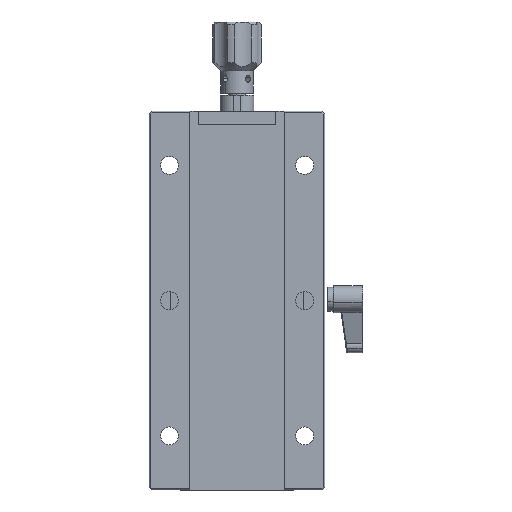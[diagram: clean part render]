
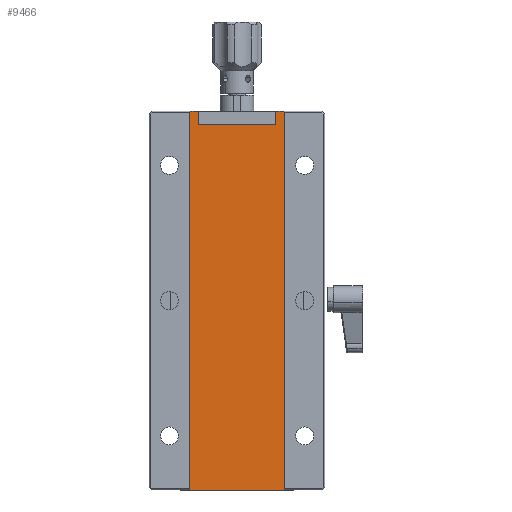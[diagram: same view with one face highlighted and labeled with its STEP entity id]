
A CAD part, front view. The second image highlights one B-rep face of the part: STEP entity #9466.
In plain terms, the highlighted planar face has unit normal (0, -1, 0).
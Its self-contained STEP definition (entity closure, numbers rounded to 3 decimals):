
#161 = EDGE_CURVE ( 'NONE', #4244, #1853, #9254, .T. ) ;
#164 = DIRECTION ( 'NONE',  ( 0., 0., 1. ) ) ;
#202 = DIRECTION ( 'NONE',  ( 0., 0., 1. ) ) ;
#572 = VERTEX_POINT ( 'NONE', #2914 ) ;
#650 = VERTEX_POINT ( 'NONE', #1805 ) ;
#958 = LINE ( 'NONE', #10848, #11132 ) ;
#999 = VECTOR ( 'NONE', #164, 1000. ) ;
#1148 = CARTESIAN_POINT ( 'NONE',  ( -104.51, -13.848, 10.159 ) ) ;
#1349 = LINE ( 'NONE', #9785, #5482 ) ;
#1392 = VERTEX_POINT ( 'NONE', #8105 ) ;
#1413 = DIRECTION ( 'NONE',  ( 0., 0., -1. ) ) ;
#1622 = VERTEX_POINT ( 'NONE', #7142 ) ;
#1799 = LINE ( 'NONE', #12848, #5916 ) ;
#1805 = CARTESIAN_POINT ( 'NONE',  ( -87.01, -13.848, -59.841 ) ) ;
#1853 = VERTEX_POINT ( 'NONE', #11851 ) ;
#2129 = LINE ( 'NONE', #4645, #13070 ) ;
#2260 = CARTESIAN_POINT ( 'NONE',  ( -87.01, -13.848, -44.841 ) ) ;
#2380 = ORIENTED_EDGE ( 'NONE', *, *, #12129, .F. ) ;
#2885 = DIRECTION ( 'NONE',  ( -1., 0., 0. ) ) ;
#2914 = CARTESIAN_POINT ( 'NONE',  ( -122.01, -13.848, -59.841 ) ) ;
#3061 = EDGE_LOOP ( 'NONE', ( #9963, #10990, #3515, #10574, #6533, #4021, #8584, #2380 ) ) ;
#3290 = CARTESIAN_POINT ( 'NONE',  ( -118.76, -13.848, 75.159 ) ) ;
#3510 = EDGE_CURVE ( 'NONE', #7657, #1622, #12415, .T. ) ;
#3515 = ORIENTED_EDGE ( 'NONE', *, *, #13226, .T. ) ;
#3788 = AXIS2_PLACEMENT_3D ( 'NONE', #1148, #12522, #6265 ) ;
#3832 = EDGE_CURVE ( 'NONE', #9375, #1622, #958, .T. ) ;
#3937 = EDGE_CURVE ( 'NONE', #1853, #1392, #12257, .T. ) ;
#4021 = ORIENTED_EDGE ( 'NONE', *, *, #3510, .T. ) ;
#4244 = VERTEX_POINT ( 'NONE', #3290 ) ;
#4506 = VECTOR ( 'NONE', #202, 1000. ) ;
#4645 = CARTESIAN_POINT ( 'NONE',  ( -122.01, -13.848, -59.841 ) ) ;
#5482 = VECTOR ( 'NONE', #12873, 1000. ) ;
#5661 = DIRECTION ( 'NONE',  ( 1., 0., 0. ) ) ;
#5703 = FACE_OUTER_BOUND ( 'NONE', #3061, .T. ) ;
#5916 = VECTOR ( 'NONE', #1413, 1000. ) ;
#6265 = DIRECTION ( 'NONE',  ( 0., 0., -1. ) ) ;
#6470 = CARTESIAN_POINT ( 'NONE',  ( -118.76, -13.848, 75.159 ) ) ;
#6533 = ORIENTED_EDGE ( 'NONE', *, *, #6617, .T. ) ;
#6554 = DIRECTION ( 'NONE',  ( 0., 0., 1. ) ) ;
#6617 = EDGE_CURVE ( 'NONE', #650, #7657, #8204, .T. ) ;
#7142 = CARTESIAN_POINT ( 'NONE',  ( -90.26, -13.848, 80.159 ) ) ;
#7370 = VECTOR ( 'NONE', #2885, 1000. ) ;
#7524 = EDGE_CURVE ( 'NONE', #572, #650, #2129, .T. ) ;
#7657 = VERTEX_POINT ( 'NONE', #11998 ) ;
#7911 = CARTESIAN_POINT ( 'NONE',  ( -122.01, -13.848, 80.159 ) ) ;
#8105 = CARTESIAN_POINT ( 'NONE',  ( -122.01, -13.848, 80.159 ) ) ;
#8204 = LINE ( 'NONE', #2260, #999 ) ;
#8335 = PLANE ( 'NONE',  #3788 ) ;
#8584 = ORIENTED_EDGE ( 'NONE', *, *, #3832, .F. ) ;
#8962 = DIRECTION ( 'NONE',  ( -1., 0., 0. ) ) ;
#9254 = LINE ( 'NONE', #6470, #4506 ) ;
#9375 = VERTEX_POINT ( 'NONE', #10167 ) ;
#9466 = ADVANCED_FACE ( 'NONE', ( #5703 ), #8335, .T. ) ;
#9497 = VECTOR ( 'NONE', #8962, 1000. ) ;
#9785 = CARTESIAN_POINT ( 'NONE',  ( -90.26, -13.848, 75.159 ) ) ;
#9963 = ORIENTED_EDGE ( 'NONE', *, *, #161, .T. ) ;
#10167 = CARTESIAN_POINT ( 'NONE',  ( -90.26, -13.848, 75.159 ) ) ;
#10213 = CARTESIAN_POINT ( 'NONE',  ( -122.01, -13.848, 80.159 ) ) ;
#10574 = ORIENTED_EDGE ( 'NONE', *, *, #7524, .T. ) ;
#10848 = CARTESIAN_POINT ( 'NONE',  ( -90.26, -13.848, 75.159 ) ) ;
#10990 = ORIENTED_EDGE ( 'NONE', *, *, #3937, .T. ) ;
#11132 = VECTOR ( 'NONE', #6554, 1000. ) ;
#11851 = CARTESIAN_POINT ( 'NONE',  ( -118.76, -13.848, 80.159 ) ) ;
#11998 = CARTESIAN_POINT ( 'NONE',  ( -87.01, -13.848, 80.159 ) ) ;
#12129 = EDGE_CURVE ( 'NONE', #4244, #9375, #1349, .T. ) ;
#12257 = LINE ( 'NONE', #7911, #9497 ) ;
#12415 = LINE ( 'NONE', #10213, #7370 ) ;
#12522 = DIRECTION ( 'NONE',  ( 0., -1., 0. ) ) ;
#12848 = CARTESIAN_POINT ( 'NONE',  ( -122.01, -13.848, -44.841 ) ) ;
#12873 = DIRECTION ( 'NONE',  ( 1., 0., 0. ) ) ;
#13070 = VECTOR ( 'NONE', #5661, 1000. ) ;
#13226 = EDGE_CURVE ( 'NONE', #1392, #572, #1799, .T. ) ;
